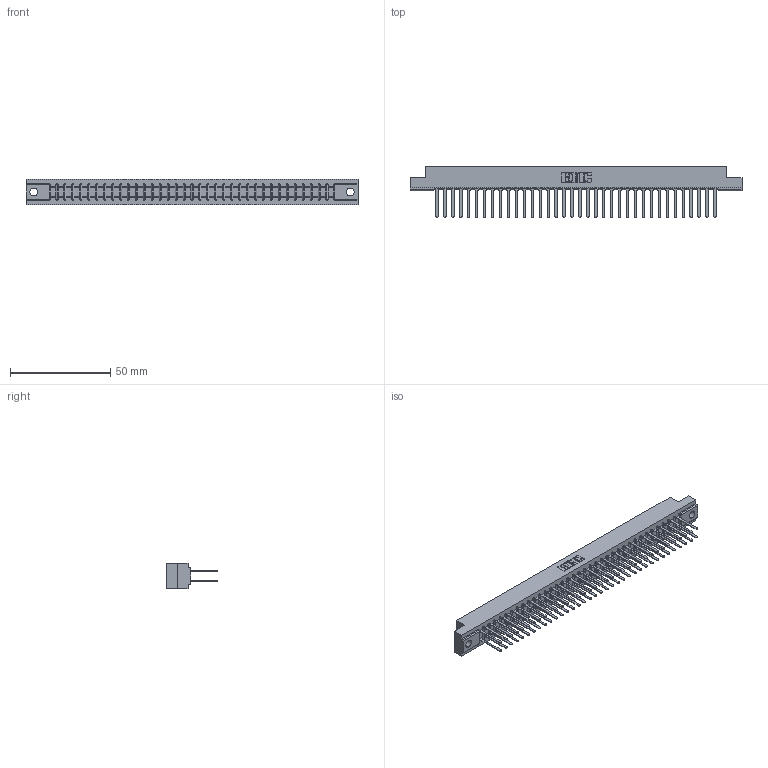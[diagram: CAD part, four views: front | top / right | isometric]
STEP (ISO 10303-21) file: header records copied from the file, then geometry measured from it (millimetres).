
FILE_DESCRIPTION (( 'STEP AP203' ), '1' );
FILE_NAME ('357-072-542-202.STEP', '2018-08-12T19:45:44', ( '' ), ( '' ), 'SwSTEP 2.0', 'SolidWorks 2016', '' );
FILE_SCHEMA (( 'CONFIG_CONTROL_DESIGN' ));
Length unit declared in the file: inch
Products named in the file (3): 307 Part_.128 Dia Mounting Holes; 307-290-001_542; 357-072-542-202
Assembly tree (73 placements, depth 2):
  357-072-542-202
    307 Part_.128 Dia Mounting Holes
    307-290-001_542  x72
Bounding box: 165.66 x 25.43 x 12.7 mm (x, y, z)
Volume: 17760.5 mm3; surface area: 22981.9 mm2
Topology: 73 solids, 73 shells, 3467 faces, 9683 edges, 6258 vertices
Faces by surface type: plane 2302, cylinder 1091, sphere 74
Entity records: 32724 total; most frequent: CARTESIAN_POINT 5352, ORIENTED_EDGE 5302, DIRECTION 5245, EDGE_CURVE 2651, LINE 2031, VECTOR 2031, VERTEX_POINT 1714, AXIS2_PLACEMENT_3D 1607
